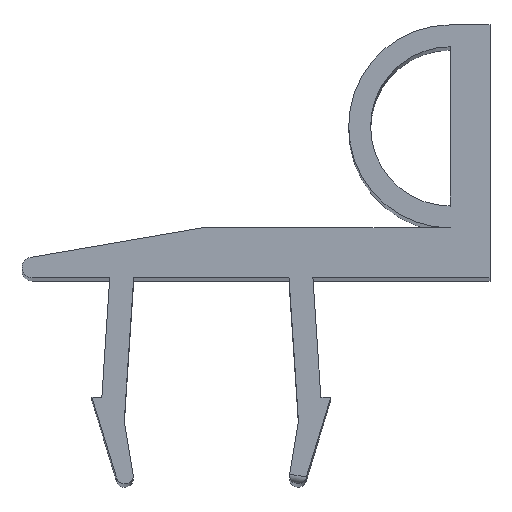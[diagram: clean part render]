
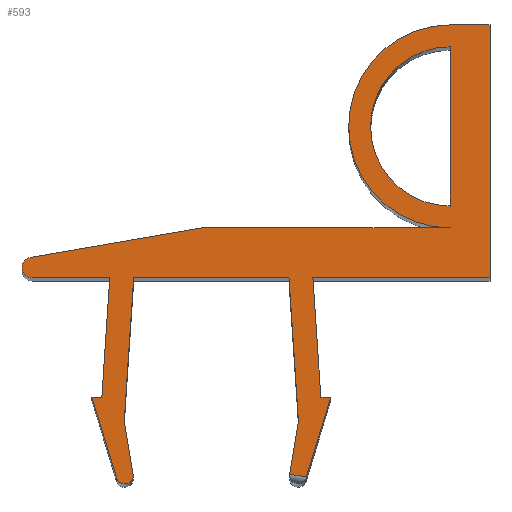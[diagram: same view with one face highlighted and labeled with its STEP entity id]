
A CAD part, top view. The second image highlights one B-rep face of the part: STEP entity #593.
In plain terms, the highlighted planar face has unit normal (0, 0, 1).
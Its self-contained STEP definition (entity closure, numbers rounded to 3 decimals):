
#16=FACE_BOUND('',#100,.T.);
#38=PLANE('',#658);
#68=FACE_OUTER_BOUND('',#99,.T.);
#99=EDGE_LOOP('',(#531,#532,#533,#534,#535,#536,#537,#538,#539,#540,#541,
#542,#543,#544,#545,#546,#547,#548,#549,#550,#551,#552,#553));
#100=EDGE_LOOP('',(#554,#555));
#111=CIRCLE('',#630,0.4);
#112=CIRCLE('',#633,0.4);
#113=CIRCLE('',#635,4.);
#114=CIRCLE('',#639,0.512);
#115=CIRCLE('',#643,5.1);
#120=LINE('',#840,#188);
#144=LINE('',#901,#212);
#149=LINE('',#914,#217);
#151=LINE('',#919,#219);
#154=LINE('',#927,#222);
#156=LINE('',#931,#224);
#159=LINE('',#939,#227);
#161=LINE('',#943,#229);
#163=LINE('',#947,#231);
#165=LINE('',#951,#233);
#167=LINE('',#955,#235);
#169=LINE('',#958,#237);
#170=LINE('',#961,#238);
#172=LINE('',#965,#240);
#174=LINE('',#969,#242);
#176=LINE('',#973,#244);
#178=LINE('',#976,#246);
#179=LINE('',#979,#247);
#181=LINE('',#983,#249);
#183=LINE('',#986,#251);
#188=VECTOR('',#679,10.);
#212=VECTOR('',#725,10.);
#217=VECTOR('',#740,10.);
#219=VECTOR('',#744,10.);
#222=VECTOR('',#753,10.);
#224=VECTOR('',#757,10.);
#227=VECTOR('',#766,10.);
#229=VECTOR('',#770,10.);
#231=VECTOR('',#774,10.);
#233=VECTOR('',#778,10.);
#235=VECTOR('',#782,10.);
#237=VECTOR('',#786,10.);
#238=VECTOR('',#789,10.);
#240=VECTOR('',#793,10.);
#242=VECTOR('',#797,10.);
#244=VECTOR('',#801,10.);
#246=VECTOR('',#805,10.);
#247=VECTOR('',#808,10.);
#249=VECTOR('',#812,10.);
#251=VECTOR('',#816,10.);
#256=VERTEX_POINT('',#830);
#260=VERTEX_POINT('',#839);
#284=VERTEX_POINT('',#894);
#285=VERTEX_POINT('',#895);
#286=VERTEX_POINT('',#900);
#287=VERTEX_POINT('',#904);
#288=VERTEX_POINT('',#908);
#289=VERTEX_POINT('',#910);
#290=VERTEX_POINT('',#916);
#291=VERTEX_POINT('',#918);
#292=VERTEX_POINT('',#922);
#293=VERTEX_POINT('',#926);
#294=VERTEX_POINT('',#930);
#295=VERTEX_POINT('',#934);
#296=VERTEX_POINT('',#938);
#297=VERTEX_POINT('',#942);
#298=VERTEX_POINT('',#946);
#299=VERTEX_POINT('',#950);
#300=VERTEX_POINT('',#954);
#301=VERTEX_POINT('',#960);
#302=VERTEX_POINT('',#964);
#303=VERTEX_POINT('',#968);
#304=VERTEX_POINT('',#972);
#305=VERTEX_POINT('',#978);
#306=VERTEX_POINT('',#982);
#315=EDGE_CURVE('',#260,#256,#120,.T.);
#343=EDGE_CURVE('',#284,#285,#111,.T.);
#346=EDGE_CURVE('',#286,#285,#144,.T.);
#348=EDGE_CURVE('',#286,#287,#112,.T.);
#351=EDGE_CURVE('',#289,#288,#113,.T.);
#353=EDGE_CURVE('',#288,#289,#149,.T.);
#355=EDGE_CURVE('',#291,#290,#151,.T.);
#357=EDGE_CURVE('',#292,#291,#114,.T.);
#359=EDGE_CURVE('',#293,#292,#154,.T.);
#361=EDGE_CURVE('',#294,#293,#156,.T.);
#363=EDGE_CURVE('',#295,#294,#115,.T.);
#365=EDGE_CURVE('',#296,#295,#159,.T.);
#367=EDGE_CURVE('',#297,#296,#161,.T.);
#369=EDGE_CURVE('',#298,#297,#163,.T.);
#371=EDGE_CURVE('',#299,#298,#165,.T.);
#373=EDGE_CURVE('',#300,#299,#167,.T.);
#375=EDGE_CURVE('',#260,#300,#169,.T.);
#376=EDGE_CURVE('',#301,#256,#170,.T.);
#378=EDGE_CURVE('',#302,#301,#172,.T.);
#380=EDGE_CURVE('',#303,#302,#174,.T.);
#382=EDGE_CURVE('',#304,#303,#176,.T.);
#384=EDGE_CURVE('',#284,#304,#178,.T.);
#385=EDGE_CURVE('',#305,#287,#179,.T.);
#387=EDGE_CURVE('',#306,#305,#181,.T.);
#389=EDGE_CURVE('',#290,#306,#183,.T.);
#531=ORIENTED_EDGE('',*,*,#315,.F.);
#532=ORIENTED_EDGE('',*,*,#375,.T.);
#533=ORIENTED_EDGE('',*,*,#373,.T.);
#534=ORIENTED_EDGE('',*,*,#371,.T.);
#535=ORIENTED_EDGE('',*,*,#369,.T.);
#536=ORIENTED_EDGE('',*,*,#367,.T.);
#537=ORIENTED_EDGE('',*,*,#365,.T.);
#538=ORIENTED_EDGE('',*,*,#363,.T.);
#539=ORIENTED_EDGE('',*,*,#361,.T.);
#540=ORIENTED_EDGE('',*,*,#359,.T.);
#541=ORIENTED_EDGE('',*,*,#357,.T.);
#542=ORIENTED_EDGE('',*,*,#355,.T.);
#543=ORIENTED_EDGE('',*,*,#389,.T.);
#544=ORIENTED_EDGE('',*,*,#387,.T.);
#545=ORIENTED_EDGE('',*,*,#385,.T.);
#546=ORIENTED_EDGE('',*,*,#348,.F.);
#547=ORIENTED_EDGE('',*,*,#346,.T.);
#548=ORIENTED_EDGE('',*,*,#343,.F.);
#549=ORIENTED_EDGE('',*,*,#384,.T.);
#550=ORIENTED_EDGE('',*,*,#382,.T.);
#551=ORIENTED_EDGE('',*,*,#380,.T.);
#552=ORIENTED_EDGE('',*,*,#378,.T.);
#553=ORIENTED_EDGE('',*,*,#376,.T.);
#554=ORIENTED_EDGE('',*,*,#353,.T.);
#555=ORIENTED_EDGE('',*,*,#351,.T.);
#593=ADVANCED_FACE('',(#68,#16),#38,.T.);
#630=AXIS2_PLACEMENT_3D('',#896,#719,#720);
#633=AXIS2_PLACEMENT_3D('',#905,#729,#730);
#635=AXIS2_PLACEMENT_3D('',#911,#735,#736);
#639=AXIS2_PLACEMENT_3D('',#923,#748,#749);
#643=AXIS2_PLACEMENT_3D('',#935,#761,#762);
#658=AXIS2_PLACEMENT_3D('',#987,#817,#818);
#679=DIRECTION('',(-0.986,0.164,0.));
#719=DIRECTION('center_axis',(0.,0.,-1.));
#720=DIRECTION('ref_axis',(0.813,-0.582,0.));
#725=DIRECTION('',(0.986,0.164,0.));
#729=DIRECTION('center_axis',(0.,0.,-1.));
#730=DIRECTION('ref_axis',(-0.527,-0.85,0.));
#735=DIRECTION('center_axis',(0.,0.,-1.));
#736=DIRECTION('ref_axis',(0.,-1.,0.));
#740=DIRECTION('',(0.,-1.,0.));
#744=DIRECTION('',(1.,0.,0.));
#748=DIRECTION('center_axis',(0.,0.,1.));
#749=DIRECTION('ref_axis',(0.,1.,0.));
#753=DIRECTION('',(-0.985,-0.17,0.));
#757=DIRECTION('',(-1.,0.,0.));
#761=DIRECTION('center_axis',(0.,0.,1.));
#762=DIRECTION('ref_axis',(0.,1.,0.));
#766=DIRECTION('',(-1.,0.,0.));
#770=DIRECTION('',(0.,1.,0.));
#774=DIRECTION('',(1.,0.,0.));
#778=DIRECTION('',(-0.066,0.998,0.));
#782=DIRECTION('',(-1.,0.,0.));
#786=DIRECTION('',(0.292,0.956,0.));
#789=DIRECTION('',(-0.164,-0.986,0.));
#793=DIRECTION('',(0.066,-0.998,0.));
#797=DIRECTION('',(1.,0.,0.));
#801=DIRECTION('',(0.066,0.998,0.));
#805=DIRECTION('',(-0.164,0.986,0.));
#808=DIRECTION('',(0.292,-0.956,0.));
#812=DIRECTION('',(-1.,0.,0.));
#816=DIRECTION('',(-0.066,-0.998,0.));
#817=DIRECTION('center_axis',(0.,0.,1.));
#818=DIRECTION('ref_axis',(1.,0.,0.));
#830=CARTESIAN_POINT('',(3.934,-9.874,50.));
#839=CARTESIAN_POINT('',(4.775,-10.014,50.));
#840=CARTESIAN_POINT('',(2.22,-9.589,50.));
#894=CARTESIAN_POINT('',(-3.934,-9.874,50.));
#895=CARTESIAN_POINT('',(-4.263,-10.334,50.));
#896=CARTESIAN_POINT('Origin',(-4.329,-9.94,50.));
#900=CARTESIAN_POINT('',(-4.312,-10.343,50.));
#901=CARTESIAN_POINT('',(-4.658,-10.4,50.));
#904=CARTESIAN_POINT('',(-4.76,-10.065,50.));
#905=CARTESIAN_POINT('Origin',(-4.377,-9.948,50.));
#908=CARTESIAN_POINT('',(12.,11.6,50.));
#910=CARTESIAN_POINT('',(12.,3.6,50.));
#911=CARTESIAN_POINT('Origin',(12.,7.6,50.));
#914=CARTESIAN_POINT('',(12.,11.6,50.));
#916=CARTESIAN_POINT('',(-5.103,0.,50.));
#918=CARTESIAN_POINT('',(-9.,0.,50.));
#919=CARTESIAN_POINT('',(-9.,0.,50.));
#922=CARTESIAN_POINT('',(-9.087,1.016,50.));
#923=CARTESIAN_POINT('Origin',(-9.,0.512,50.));
#926=CARTESIAN_POINT('',(-0.49,2.5,50.));
#927=CARTESIAN_POINT('',(-0.49,2.5,50.));
#930=CARTESIAN_POINT('',(12.,2.5,50.));
#931=CARTESIAN_POINT('',(12.,2.5,50.));
#934=CARTESIAN_POINT('',(12.,12.7,50.));
#935=CARTESIAN_POINT('Origin',(12.,7.6,50.));
#938=CARTESIAN_POINT('',(14.,12.7,50.));
#939=CARTESIAN_POINT('',(14.,12.7,50.));
#942=CARTESIAN_POINT('',(14.,0.,50.));
#943=CARTESIAN_POINT('',(14.,0.,50.));
#946=CARTESIAN_POINT('',(5.103,0.,50.));
#947=CARTESIAN_POINT('',(5.103,0.,50.));
#950=CARTESIAN_POINT('',(5.5,-6.,50.));
#951=CARTESIAN_POINT('',(5.5,-6.,50.));
#954=CARTESIAN_POINT('',(6.,-6.,50.));
#955=CARTESIAN_POINT('',(6.,-6.,50.));
#958=CARTESIAN_POINT('',(4.658,-10.4,50.));
#960=CARTESIAN_POINT('',(4.377,-7.206,50.));
#961=CARTESIAN_POINT('',(4.377,-7.206,50.));
#964=CARTESIAN_POINT('',(3.9,0.,50.));
#965=CARTESIAN_POINT('',(3.9,0.,50.));
#968=CARTESIAN_POINT('',(-3.9,0.,50.));
#969=CARTESIAN_POINT('',(-3.9,0.,50.));
#972=CARTESIAN_POINT('',(-4.377,-7.206,50.));
#973=CARTESIAN_POINT('',(-4.377,-7.206,50.));
#976=CARTESIAN_POINT('',(-3.868,-10.269,50.));
#978=CARTESIAN_POINT('',(-6.,-6.,50.));
#979=CARTESIAN_POINT('',(-6.,-6.,50.));
#982=CARTESIAN_POINT('',(-5.5,-6.,50.));
#983=CARTESIAN_POINT('',(-5.5,-6.,50.));
#986=CARTESIAN_POINT('',(-5.103,0.,50.));
#987=CARTESIAN_POINT('Origin',(2.244,1.15,50.));
